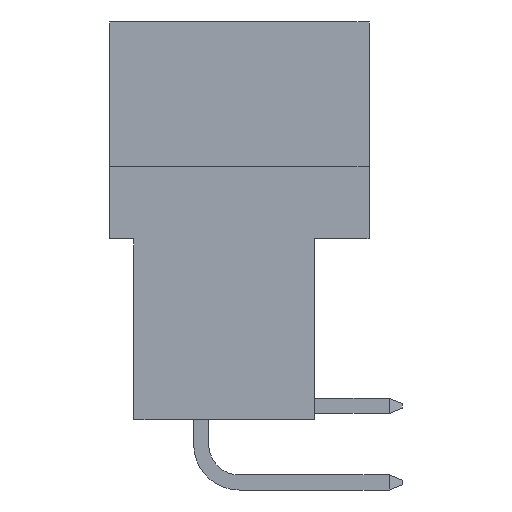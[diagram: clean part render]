
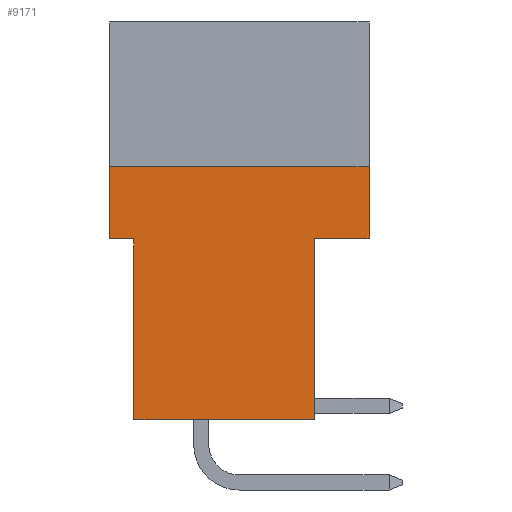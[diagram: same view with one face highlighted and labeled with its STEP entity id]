
A CAD part, left-side view. The second image highlights one B-rep face of the part: STEP entity #9171.
In plain terms, the highlighted planar face has unit normal (-1, 0, 0).
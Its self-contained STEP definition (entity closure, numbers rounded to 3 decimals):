
#151 = DIRECTION ( 'NONE',  ( 0., 0., 1. ) ) ;
#408 = LINE ( 'NONE', #9616, #3863 ) ;
#415 = LINE ( 'NONE', #8621, #3916 ) ;
#618 = VERTEX_POINT ( 'NONE', #1906 ) ;
#694 = AXIS2_PLACEMENT_3D ( 'NONE', #12062, #13007, #3787 ) ;
#1767 = VECTOR ( 'NONE', #151, 1000. ) ;
#1857 = ORIENTED_EDGE ( 'NONE', *, *, #10941, .F. ) ;
#1906 = CARTESIAN_POINT ( 'NONE',  ( -47., -2.5, -13.2 ) ) ;
#1916 = ORIENTED_EDGE ( 'NONE', *, *, #8117, .T. ) ;
#1955 = LINE ( 'NONE', #11181, #1767 ) ;
#2985 = EDGE_LOOP ( 'NONE', ( #11720, #5277, #10317, #1857, #6966, #3253, #1916, #6565 ) ) ;
#3253 = ORIENTED_EDGE ( 'NONE', *, *, #6672, .F. ) ;
#3388 = CARTESIAN_POINT ( 'NONE',  ( -47., 3.5, -7.2 ) ) ;
#3471 = EDGE_CURVE ( 'NONE', #4721, #618, #408, .T. ) ;
#3587 = CARTESIAN_POINT ( 'NONE',  ( -47., 4.3, -7.2 ) ) ;
#3787 = DIRECTION ( 'NONE',  ( 0., 0., 1. ) ) ;
#3843 = PLANE ( 'NONE',  #694 ) ;
#3863 = VECTOR ( 'NONE', #5650, 1000. ) ;
#3916 = VECTOR ( 'NONE', #10651, 1000. ) ;
#4145 = CARTESIAN_POINT ( 'NONE',  ( -47., 3.5, -13.2 ) ) ;
#4192 = CARTESIAN_POINT ( 'NONE',  ( -47., 4.3, -13.2 ) ) ;
#4721 = VERTEX_POINT ( 'NONE', #8140 ) ;
#5277 = ORIENTED_EDGE ( 'NONE', *, *, #12631, .F. ) ;
#5597 = DIRECTION ( 'NONE',  ( 0., 1., 0. ) ) ;
#5601 = CARTESIAN_POINT ( 'NONE',  ( -47., -4.3, -7.2 ) ) ;
#5639 = VECTOR ( 'NONE', #9570, 1000. ) ;
#5650 = DIRECTION ( 'NONE',  ( 0., 0., -1. ) ) ;
#5998 = VECTOR ( 'NONE', #5597, 1000. ) ;
#6071 = CARTESIAN_POINT ( 'NONE',  ( -47., -4.3, -4.8 ) ) ;
#6369 = VERTEX_POINT ( 'NONE', #6071 ) ;
#6538 = LINE ( 'NONE', #10708, #5639 ) ;
#6552 = LINE ( 'NONE', #3388, #9487 ) ;
#6565 = ORIENTED_EDGE ( 'NONE', *, *, #10903, .T. ) ;
#6672 = EDGE_CURVE ( 'NONE', #12467, #11393, #12804, .T. ) ;
#6966 = ORIENTED_EDGE ( 'NONE', *, *, #8830, .F. ) ;
#7515 = VERTEX_POINT ( 'NONE', #4145 ) ;
#8117 = EDGE_CURVE ( 'NONE', #12467, #7515, #6552, .T. ) ;
#8140 = CARTESIAN_POINT ( 'NONE',  ( -47., -2.5, -7.2 ) ) ;
#8298 = DIRECTION ( 'NONE',  ( 0., 0., 1. ) ) ;
#8460 = VECTOR ( 'NONE', #12370, 1000. ) ;
#8605 = CARTESIAN_POINT ( 'NONE',  ( -47., 4.3, -7.2 ) ) ;
#8621 = CARTESIAN_POINT ( 'NONE',  ( -47., 4.3, -4.8 ) ) ;
#8830 = EDGE_CURVE ( 'NONE', #11393, #12615, #11324, .T. ) ;
#9027 = VERTEX_POINT ( 'NONE', #5601 ) ;
#9142 = CARTESIAN_POINT ( 'NONE',  ( -47., -2.5, -7.2 ) ) ;
#9171 = ADVANCED_FACE ( 'NONE', ( #13064 ), #3843, .T. ) ;
#9271 = VECTOR ( 'NONE', #8298, 1000. ) ;
#9346 = CARTESIAN_POINT ( 'NONE',  ( -47., 4.3, -4.8 ) ) ;
#9487 = VECTOR ( 'NONE', #10599, 1000. ) ;
#9570 = DIRECTION ( 'NONE',  ( 0., -1., 0. ) ) ;
#9616 = CARTESIAN_POINT ( 'NONE',  ( -47., -2.5, -7.2 ) ) ;
#10156 = LINE ( 'NONE', #9142, #8460 ) ;
#10317 = ORIENTED_EDGE ( 'NONE', *, *, #10830, .T. ) ;
#10599 = DIRECTION ( 'NONE',  ( 0., 0., -1. ) ) ;
#10651 = DIRECTION ( 'NONE',  ( 0., -1., 0. ) ) ;
#10708 = CARTESIAN_POINT ( 'NONE',  ( -47., 4.3, -13.2 ) ) ;
#10830 = EDGE_CURVE ( 'NONE', #9027, #6369, #1955, .T. ) ;
#10903 = EDGE_CURVE ( 'NONE', #7515, #618, #6538, .T. ) ;
#10941 = EDGE_CURVE ( 'NONE', #12615, #6369, #415, .T. ) ;
#11181 = CARTESIAN_POINT ( 'NONE',  ( -47., -4.3, -13.2 ) ) ;
#11324 = LINE ( 'NONE', #4192, #9271 ) ;
#11393 = VERTEX_POINT ( 'NONE', #8605 ) ;
#11720 = ORIENTED_EDGE ( 'NONE', *, *, #3471, .F. ) ;
#12062 = CARTESIAN_POINT ( 'NONE',  ( -47., 4.3, -13.2 ) ) ;
#12370 = DIRECTION ( 'NONE',  ( 0., 1., 0. ) ) ;
#12467 = VERTEX_POINT ( 'NONE', #12995 ) ;
#12615 = VERTEX_POINT ( 'NONE', #9346 ) ;
#12631 = EDGE_CURVE ( 'NONE', #9027, #4721, #10156, .T. ) ;
#12804 = LINE ( 'NONE', #3587, #5998 ) ;
#12995 = CARTESIAN_POINT ( 'NONE',  ( -47., 3.5, -7.2 ) ) ;
#13007 = DIRECTION ( 'NONE',  ( -1., 0., 0. ) ) ;
#13064 = FACE_OUTER_BOUND ( 'NONE', #2985, .T. ) ;
